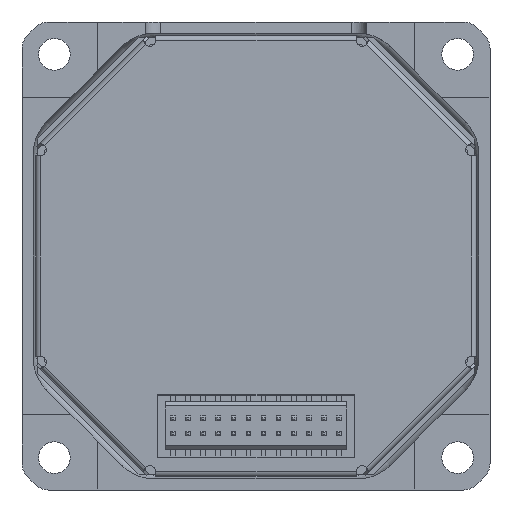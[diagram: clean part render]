
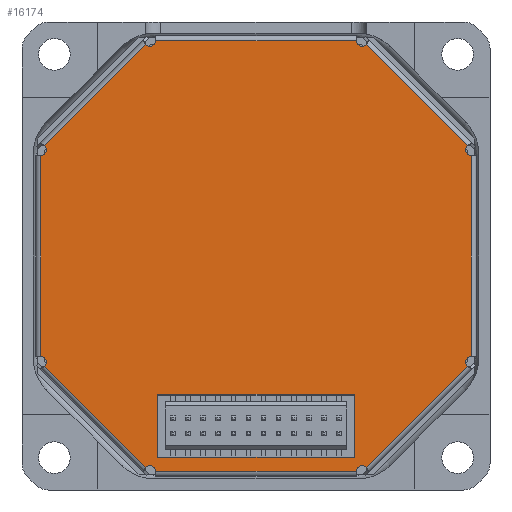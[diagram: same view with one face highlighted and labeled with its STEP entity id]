
A CAD part, front view. The second image highlights one B-rep face of the part: STEP entity #16174.
In plain terms, the highlighted planar face has unit normal (0, -1, 0).
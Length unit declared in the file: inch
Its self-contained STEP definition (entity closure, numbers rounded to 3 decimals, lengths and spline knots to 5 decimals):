
#126=FACE_BOUND('',#2634,.T.);
#795=PLANE('',#17294);
#1763=FACE_OUTER_BOUND('',#2633,.T.);
#2633=EDGE_LOOP('',(#14440,#14441,#14442,#14443,#14444,#14445,#14446,#14447,
#14448,#14449,#14450,#14451,#14452,#14453,#14454,#14455));
#2634=EDGE_LOOP('',(#14456,#14457,#14458,#14459));
#2881=CIRCLE('',#17255,0.015);
#2883=CIRCLE('',#17258,0.015);
#2885=CIRCLE('',#17261,0.015);
#2886=CIRCLE('',#17263,0.015);
#2889=CIRCLE('',#17267,0.015);
#2890=CIRCLE('',#17269,0.015);
#2893=CIRCLE('',#17273,0.015);
#2894=CIRCLE('',#17275,0.015);
#4739=LINE('',#25773,#6609);
#4741=LINE('',#25833,#6611);
#4743=LINE('',#25837,#6613);
#4745=LINE('',#25897,#6615);
#4747=LINE('',#25901,#6617);
#4749=LINE('',#25961,#6619);
#4751=LINE('',#25965,#6621);
#4753=LINE('',#26025,#6623);
#4757=LINE('',#26034,#6627);
#4758=LINE('',#26037,#6628);
#4759=LINE('',#26039,#6629);
#4760=LINE('',#26040,#6630);
#6609=VECTOR('',#21292,0.52336);
#6611=VECTOR('',#21298,0.37322);
#6613=VECTOR('',#21304,0.52336);
#6615=VECTOR('',#21310,0.37322);
#6617=VECTOR('',#21316,0.52336);
#6619=VECTOR('',#21322,0.37322);
#6621=VECTOR('',#21328,0.52336);
#6623=VECTOR('',#21334,0.37322);
#6627=VECTOR('',#21340,0.51181);
#6628=VECTOR('',#21343,0.16457);
#6629=VECTOR('',#21344,0.51181);
#6630=VECTOR('',#21345,0.16457);
#7907=VERTEX_POINT('',#25483);
#7910=VERTEX_POINT('',#25493);
#7922=VERTEX_POINT('',#25545);
#7925=VERTEX_POINT('',#25555);
#7937=VERTEX_POINT('',#25607);
#7940=VERTEX_POINT('',#25617);
#7952=VERTEX_POINT('',#25669);
#7955=VERTEX_POINT('',#25679);
#7965=VERTEX_POINT('',#25725);
#7967=VERTEX_POINT('',#25730);
#7969=VERTEX_POINT('',#25737);
#7970=VERTEX_POINT('',#25741);
#7973=VERTEX_POINT('',#25749);
#7974=VERTEX_POINT('',#25753);
#7977=VERTEX_POINT('',#25761);
#7978=VERTEX_POINT('',#25765);
#7981=VERTEX_POINT('',#26028);
#7983=VERTEX_POINT('',#26032);
#7984=VERTEX_POINT('',#26036);
#7985=VERTEX_POINT('',#26038);
#10090=EDGE_CURVE('',#7937,#7965,#2881,.T.);
#10093=EDGE_CURVE('',#7967,#7940,#2883,.T.);
#10096=EDGE_CURVE('',#7907,#7969,#2885,.T.);
#10097=EDGE_CURVE('',#7970,#7955,#2886,.T.);
#10102=EDGE_CURVE('',#7952,#7973,#2889,.T.);
#10103=EDGE_CURVE('',#7974,#7925,#2890,.T.);
#10108=EDGE_CURVE('',#7922,#7977,#2893,.T.);
#10109=EDGE_CURVE('',#7978,#7910,#2894,.T.);
#10113=EDGE_CURVE('',#7907,#7910,#4739,.T.);
#10119=EDGE_CURVE('',#7978,#7977,#4741,.T.);
#10121=EDGE_CURVE('',#7922,#7925,#4743,.T.);
#10127=EDGE_CURVE('',#7974,#7965,#4745,.T.);
#10129=EDGE_CURVE('',#7937,#7940,#4747,.T.);
#10135=EDGE_CURVE('',#7967,#7973,#4749,.T.);
#10137=EDGE_CURVE('',#7952,#7955,#4751,.T.);
#10143=EDGE_CURVE('',#7970,#7969,#4753,.T.);
#10147=EDGE_CURVE('',#7981,#7983,#4757,.T.);
#10148=EDGE_CURVE('',#7984,#7983,#4758,.T.);
#10149=EDGE_CURVE('',#7985,#7984,#4759,.T.);
#10150=EDGE_CURVE('',#7981,#7985,#4760,.T.);
#14440=ORIENTED_EDGE('',*,*,#10108,.T.);
#14441=ORIENTED_EDGE('',*,*,#10119,.F.);
#14442=ORIENTED_EDGE('',*,*,#10109,.T.);
#14443=ORIENTED_EDGE('',*,*,#10113,.F.);
#14444=ORIENTED_EDGE('',*,*,#10096,.T.);
#14445=ORIENTED_EDGE('',*,*,#10143,.F.);
#14446=ORIENTED_EDGE('',*,*,#10097,.T.);
#14447=ORIENTED_EDGE('',*,*,#10137,.F.);
#14448=ORIENTED_EDGE('',*,*,#10102,.T.);
#14449=ORIENTED_EDGE('',*,*,#10135,.F.);
#14450=ORIENTED_EDGE('',*,*,#10093,.T.);
#14451=ORIENTED_EDGE('',*,*,#10129,.F.);
#14452=ORIENTED_EDGE('',*,*,#10090,.T.);
#14453=ORIENTED_EDGE('',*,*,#10127,.F.);
#14454=ORIENTED_EDGE('',*,*,#10103,.T.);
#14455=ORIENTED_EDGE('',*,*,#10121,.F.);
#14456=ORIENTED_EDGE('',*,*,#10148,.F.);
#14457=ORIENTED_EDGE('',*,*,#10149,.F.);
#14458=ORIENTED_EDGE('',*,*,#10150,.F.);
#14459=ORIENTED_EDGE('',*,*,#10147,.T.);
#16174=ADVANCED_FACE('',(#1763,#126),#795,.F.);
#17255=AXIS2_PLACEMENT_3D('',#25727,#21236,#21237);
#17258=AXIS2_PLACEMENT_3D('',#25733,#21243,#21244);
#17261=AXIS2_PLACEMENT_3D('',#25739,#21250,#21251);
#17263=AXIS2_PLACEMENT_3D('',#25742,#21254,#21255);
#17267=AXIS2_PLACEMENT_3D('',#25751,#21264,#21265);
#17269=AXIS2_PLACEMENT_3D('',#25754,#21268,#21269);
#17273=AXIS2_PLACEMENT_3D('',#25763,#21278,#21279);
#17275=AXIS2_PLACEMENT_3D('',#25766,#21282,#21283);
#17294=AXIS2_PLACEMENT_3D('',#26035,#21341,#21342);
#21236=DIRECTION('center_axis',(0.,1.,0.));
#21237=DIRECTION('ref_axis',(-1.,0.,0.));
#21243=DIRECTION('center_axis',(0.,1.,0.));
#21244=DIRECTION('ref_axis',(-0.707,0.,0.707));
#21250=DIRECTION('center_axis',(0.,1.,0.));
#21251=DIRECTION('ref_axis',(1.,0.,0.));
#21254=DIRECTION('center_axis',(0.,1.,0.));
#21255=DIRECTION('ref_axis',(0.707,0.,0.707));
#21264=DIRECTION('center_axis',(0.,1.,0.));
#21265=DIRECTION('ref_axis',(0.,0.,
1.));
#21268=DIRECTION('center_axis',(0.,1.,0.));
#21269=DIRECTION('ref_axis',(-0.707,0.,-0.707));
#21278=DIRECTION('center_axis',(0.,1.,0.));
#21279=DIRECTION('ref_axis',(0.,0.,
-1.));
#21282=DIRECTION('center_axis',(0.,1.,0.));
#21283=DIRECTION('ref_axis',(0.707,0.,-0.707));
#21292=DIRECTION('',(1.,0.,0.));
#21298=DIRECTION('',(0.707,0.,-0.707));
#21304=DIRECTION('',(0.,0.,-1.));
#21310=DIRECTION('',(-0.707,0.,-0.707));
#21316=DIRECTION('',(-1.,0.,0.));
#21322=DIRECTION('',(-0.707,0.,0.707));
#21328=DIRECTION('',(0.,0.,1.));
#21334=DIRECTION('',(0.707,0.,0.707));
#21340=DIRECTION('',(-1.,0.,0.));
#21341=DIRECTION('center_axis',(0.,1.,0.));
#21342=DIRECTION('ref_axis',(0.,0.,
-1.));
#21343=DIRECTION('',(0.,0.,-1.));
#21344=DIRECTION('',(-1.,0.,0.));
#21345=DIRECTION('',(0.,0.,1.));
#25483=CARTESIAN_POINT('',(-0.26168,0.0294,0.5618));
#25493=CARTESIAN_POINT('',(0.26168,0.0294,0.5618));
#25545=CARTESIAN_POINT('',(0.5618,0.0294,0.26168));
#25555=CARTESIAN_POINT('',(0.5618,0.0294,-0.26168));
#25607=CARTESIAN_POINT('',(0.26168,0.0294,-0.5618));
#25617=CARTESIAN_POINT('',(-0.26168,0.0294,-0.5618));
#25669=CARTESIAN_POINT('',(-0.5618,0.0294,-0.26168));
#25679=CARTESIAN_POINT('',(-0.5618,0.0294,0.26168));
#25725=CARTESIAN_POINT('',(0.28729,0.0294,-0.5512));
#25727=CARTESIAN_POINT('Origin',(0.27668,0.0294,-0.5618));
#25730=CARTESIAN_POINT('',(-0.28729,0.0294,-0.5512));
#25733=CARTESIAN_POINT('Origin',(-0.27668,0.0294,
-0.5618));
#25737=CARTESIAN_POINT('',(-0.28729,0.0294,0.5512));
#25739=CARTESIAN_POINT('Origin',(-0.27668,0.0294,
0.5618));
#25741=CARTESIAN_POINT('',(-0.5512,0.0294,0.28729));
#25742=CARTESIAN_POINT('Origin',(-0.5618,0.0294,
0.27668));
#25749=CARTESIAN_POINT('',(-0.5512,0.0294,-0.28729));
#25751=CARTESIAN_POINT('Origin',(-0.5618,0.0294,
-0.27668));
#25753=CARTESIAN_POINT('',(0.5512,0.0294,-0.28729));
#25754=CARTESIAN_POINT('Origin',(0.5618,0.0294,-0.27668));
#25761=CARTESIAN_POINT('',(0.5512,0.0294,0.28729));
#25763=CARTESIAN_POINT('Origin',(0.5618,0.0294,0.27668));
#25765=CARTESIAN_POINT('',(0.28729,0.0294,0.5512));
#25766=CARTESIAN_POINT('Origin',(0.27668,0.0294,0.5618));
#25773=CARTESIAN_POINT('',(-0.26168,0.0294,0.5618));
#25833=CARTESIAN_POINT('',(0.28729,0.0294,0.5512));
#25837=CARTESIAN_POINT('',(0.5618,0.0294,0.26168));
#25897=CARTESIAN_POINT('',(0.5512,0.0294,-0.28729));
#25901=CARTESIAN_POINT('',(0.26168,0.0294,-0.5618));
#25961=CARTESIAN_POINT('',(-0.28729,0.0294,-0.5512));
#25965=CARTESIAN_POINT('',(-0.5618,0.0294,-0.26168));
#26025=CARTESIAN_POINT('',(-0.5512,0.0294,0.28729));
#26028=CARTESIAN_POINT('',(0.25591,0.0294,-0.5252));
#26032=CARTESIAN_POINT('',(-0.25591,0.0294,-0.5252));
#26034=CARTESIAN_POINT('',(0.25591,0.0294,-0.5252));
#26035=CARTESIAN_POINT('Origin',(0.5618,0.0294,0.));
#26036=CARTESIAN_POINT('',(-0.25591,0.0294,-0.36063));
#26037=CARTESIAN_POINT('',(-0.25591,0.0294,-0.36063));
#26038=CARTESIAN_POINT('',(0.25591,0.0294,-0.36063));
#26039=CARTESIAN_POINT('',(0.25591,0.0294,-0.36063));
#26040=CARTESIAN_POINT('',(0.25591,0.0294,-0.5252));
